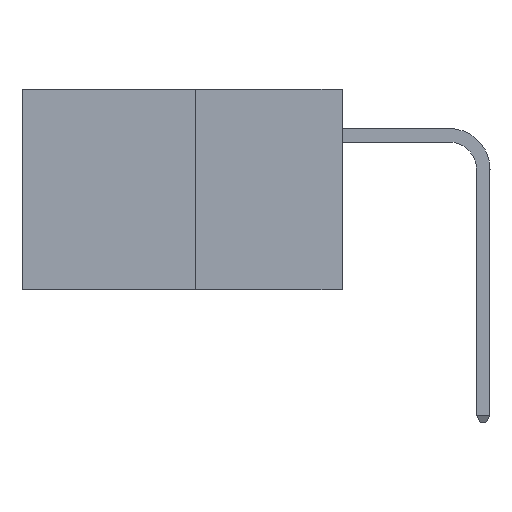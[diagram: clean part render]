
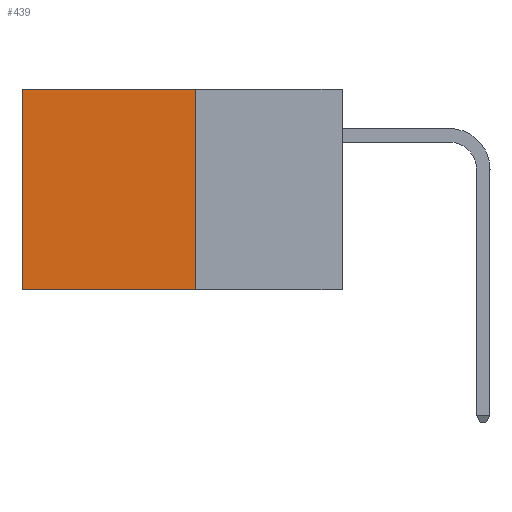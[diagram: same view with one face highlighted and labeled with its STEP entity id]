
A CAD part, left-side view. The second image highlights one B-rep face of the part: STEP entity #439.
In plain terms, the highlighted planar face has unit normal (-1, 0, 0).
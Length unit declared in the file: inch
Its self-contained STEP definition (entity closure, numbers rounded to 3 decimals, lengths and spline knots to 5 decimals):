
#249 = CARTESIAN_POINT ( 'NONE',  ( 0.277, 0.27, -0.37 ) ) ;
#360 = VECTOR ( 'NONE', #2193, 39.37008 ) ;
#439 = ADVANCED_FACE ( 'NONE', ( #6005 ), #9151, .F. ) ;
#549 = VECTOR ( 'NONE', #2389, 39.37008 ) ;
#735 = VERTEX_POINT ( 'NONE', #249 ) ;
#981 = AXIS2_PLACEMENT_3D ( 'NONE', #6122, #1811, #5397 ) ;
#1306 = LINE ( 'NONE', #7977, #5210 ) ;
#1811 = DIRECTION ( 'NONE',  ( 1., 0., 0. ) ) ;
#1847 = EDGE_LOOP ( 'NONE', ( #7802, #4091, #6068, #2481 ) ) ;
#1972 = VERTEX_POINT ( 'NONE', #4110 ) ;
#2193 = DIRECTION ( 'NONE',  ( 0., 1., 0. ) ) ;
#2389 = DIRECTION ( 'NONE',  ( 0., 1., 0. ) ) ;
#2481 = ORIENTED_EDGE ( 'NONE', *, *, #3237, .T. ) ;
#2750 = CARTESIAN_POINT ( 'NONE',  ( 0.277, 0.27, 0. ) ) ;
#3023 = CARTESIAN_POINT ( 'NONE',  ( 0.277, 0.59, -0.37 ) ) ;
#3161 = EDGE_CURVE ( 'NONE', #3863, #735, #1306, .T. ) ;
#3237 = EDGE_CURVE ( 'NONE', #3863, #9156, #6505, .T. ) ;
#3332 = CARTESIAN_POINT ( 'NONE',  ( 0.277, 0.27, 0. ) ) ;
#3387 = DIRECTION ( 'NONE',  ( 0., 0., -1. ) ) ;
#3863 = VERTEX_POINT ( 'NONE', #2750 ) ;
#4091 = ORIENTED_EDGE ( 'NONE', *, *, #8638, .F. ) ;
#4110 = CARTESIAN_POINT ( 'NONE',  ( 0.277, 0.59, -0.37 ) ) ;
#5210 = VECTOR ( 'NONE', #6775, 39.37008 ) ;
#5294 = EDGE_CURVE ( 'NONE', #9156, #1972, #5506, .T. ) ;
#5397 = DIRECTION ( 'NONE',  ( 0., 0., -1. ) ) ;
#5506 = LINE ( 'NONE', #3023, #8611 ) ;
#6005 = FACE_OUTER_BOUND ( 'NONE', #1847, .T. ) ;
#6068 = ORIENTED_EDGE ( 'NONE', *, *, #3161, .F. ) ;
#6122 = CARTESIAN_POINT ( 'NONE',  ( 0.277, 0.27, -0.37 ) ) ;
#6505 = LINE ( 'NONE', #3332, #360 ) ;
#6775 = DIRECTION ( 'NONE',  ( 0., 0., -1. ) ) ;
#7802 = ORIENTED_EDGE ( 'NONE', *, *, #5294, .T. ) ;
#7977 = CARTESIAN_POINT ( 'NONE',  ( 0.277, 0.27, -0.37 ) ) ;
#8318 = LINE ( 'NONE', #8330, #549 ) ;
#8330 = CARTESIAN_POINT ( 'NONE',  ( 0.277, 0.27, -0.37 ) ) ;
#8611 = VECTOR ( 'NONE', #3387, 39.37008 ) ;
#8638 = EDGE_CURVE ( 'NONE', #735, #1972, #8318, .T. ) ;
#9151 = PLANE ( 'NONE',  #981 ) ;
#9156 = VERTEX_POINT ( 'NONE', #9170 ) ;
#9170 = CARTESIAN_POINT ( 'NONE',  ( 0.277, 0.59, 0. ) ) ;
